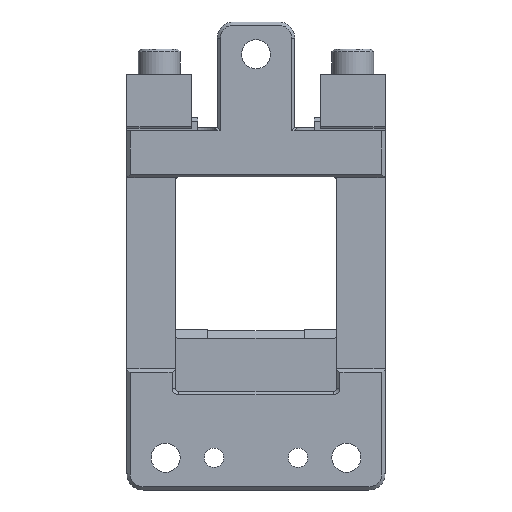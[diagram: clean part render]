
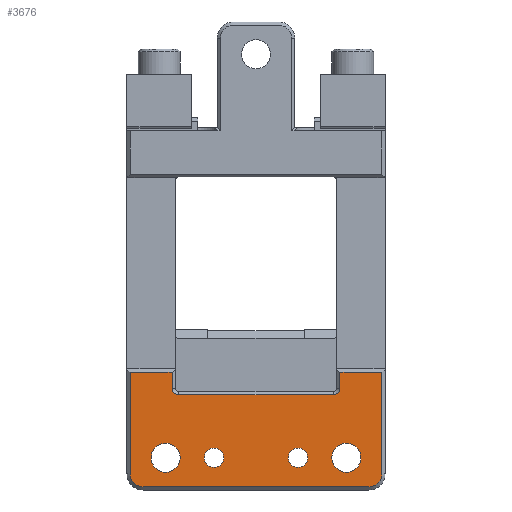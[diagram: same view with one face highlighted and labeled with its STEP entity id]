
A CAD part, front view. The second image highlights one B-rep face of the part: STEP entity #3676.
In plain terms, the highlighted planar face has unit normal (0, -1, 0).
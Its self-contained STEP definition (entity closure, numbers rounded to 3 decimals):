
#117=CIRCLE('',#3939,4.5);
#118=CIRCLE('',#3940,4.5);
#119=CIRCLE('',#3941,3.);
#120=CIRCLE('',#3942,3.);
#121=CIRCLE('',#3943,4.);
#122=CIRCLE('',#3944,4.);
#123=CIRCLE('',#3945,2.);
#124=CIRCLE('',#3946,2.);
#384=ORIENTED_EDGE('',*,*,#1460,.F.);
#385=ORIENTED_EDGE('',*,*,#1461,.F.);
#386=ORIENTED_EDGE('',*,*,#1462,.F.);
#387=ORIENTED_EDGE('',*,*,#1463,.F.);
#388=ORIENTED_EDGE('',*,*,#1464,.F.);
#389=ORIENTED_EDGE('',*,*,#1465,.T.);
#390=ORIENTED_EDGE('',*,*,#1466,.F.);
#391=ORIENTED_EDGE('',*,*,#1467,.T.);
#392=ORIENTED_EDGE('',*,*,#1468,.T.);
#393=ORIENTED_EDGE('',*,*,#1469,.T.);
#394=ORIENTED_EDGE('',*,*,#1470,.F.);
#395=ORIENTED_EDGE('',*,*,#1471,.F.);
#396=ORIENTED_EDGE('',*,*,#1472,.T.);
#397=ORIENTED_EDGE('',*,*,#1473,.F.);
#398=ORIENTED_EDGE('',*,*,#1474,.T.);
#399=ORIENTED_EDGE('',*,*,#1475,.T.);
#1460=EDGE_CURVE('',#1990,#1990,#117,.T.);
#1461=EDGE_CURVE('',#1991,#1991,#118,.T.);
#1462=EDGE_CURVE('',#1992,#1992,#119,.T.);
#1463=EDGE_CURVE('',#1993,#1993,#120,.T.);
#1464=EDGE_CURVE('',#1994,#1995,#2352,.T.);
#1465=EDGE_CURVE('',#1994,#1996,#121,.T.);
#1466=EDGE_CURVE('',#1997,#1996,#2353,.T.);
#1467=EDGE_CURVE('',#1997,#1998,#122,.T.);
#1468=EDGE_CURVE('',#1998,#1999,#2354,.T.);
#1469=EDGE_CURVE('',#1999,#2000,#2355,.T.);
#1470=EDGE_CURVE('',#2001,#2000,#2356,.T.);
#1471=EDGE_CURVE('',#2002,#2001,#123,.T.);
#1472=EDGE_CURVE('',#2002,#2003,#2357,.T.);
#1473=EDGE_CURVE('',#2004,#2003,#124,.T.);
#1474=EDGE_CURVE('',#2004,#2005,#2358,.T.);
#1475=EDGE_CURVE('',#2005,#1995,#2359,.T.);
#1990=VERTEX_POINT('',#5579);
#1991=VERTEX_POINT('',#5581);
#1992=VERTEX_POINT('',#5583);
#1993=VERTEX_POINT('',#5585);
#1994=VERTEX_POINT('',#5587);
#1995=VERTEX_POINT('',#5588);
#1996=VERTEX_POINT('',#5590);
#1997=VERTEX_POINT('',#5592);
#1998=VERTEX_POINT('',#5594);
#1999=VERTEX_POINT('',#5596);
#2000=VERTEX_POINT('',#5598);
#2001=VERTEX_POINT('',#5600);
#2002=VERTEX_POINT('',#5602);
#2003=VERTEX_POINT('',#5604);
#2004=VERTEX_POINT('',#5606);
#2005=VERTEX_POINT('',#5608);
#2352=LINE('',#5586,#2713);
#2353=LINE('',#5591,#2714);
#2354=LINE('',#5595,#2715);
#2355=LINE('',#5597,#2716);
#2356=LINE('',#5599,#2717);
#2357=LINE('',#5603,#2718);
#2358=LINE('',#5607,#2719);
#2359=LINE('',#5609,#2720);
#2713=VECTOR('',#4412,1000.);
#2714=VECTOR('',#4415,1000.);
#2715=VECTOR('',#4418,1000.);
#2716=VECTOR('',#4419,1000.);
#2717=VECTOR('',#4420,1000.);
#2718=VECTOR('',#4423,1000.);
#2719=VECTOR('',#4426,1000.);
#2720=VECTOR('',#4427,1000.);
#3039=EDGE_LOOP('',(#384));
#3040=EDGE_LOOP('',(#385));
#3041=EDGE_LOOP('',(#386));
#3042=EDGE_LOOP('',(#387));
#3043=EDGE_LOOP('',(#388,#389,#390,#391,#392,#393,#394,#395,#396,#397,#398,
#399));
#3294=FACE_BOUND('',#3039,.T.);
#3295=FACE_BOUND('',#3040,.T.);
#3296=FACE_BOUND('',#3041,.T.);
#3297=FACE_BOUND('',#3042,.T.);
#3298=FACE_BOUND('',#3043,.T.);
#3549=PLANE('',#3938);
#3676=ADVANCED_FACE('',(#3294,#3295,#3296,#3297,#3298),#3549,.F.);
#3938=AXIS2_PLACEMENT_3D('',#5577,#4402,#4403);
#3939=AXIS2_PLACEMENT_3D('',#5578,#4404,#4405);
#3940=AXIS2_PLACEMENT_3D('',#5580,#4406,#4407);
#3941=AXIS2_PLACEMENT_3D('',#5582,#4408,#4409);
#3942=AXIS2_PLACEMENT_3D('',#5584,#4410,#4411);
#3943=AXIS2_PLACEMENT_3D('',#5589,#4413,#4414);
#3944=AXIS2_PLACEMENT_3D('',#5593,#4416,#4417);
#3945=AXIS2_PLACEMENT_3D('',#5601,#4421,#4422);
#3946=AXIS2_PLACEMENT_3D('',#5605,#4424,#4425);
#4402=DIRECTION('',(0.,1.,0.));
#4403=DIRECTION('',(0.,0.,1.));
#4404=DIRECTION('',(0.,-1.,0.));
#4405=DIRECTION('',(0.,0.,-1.));
#4406=DIRECTION('',(0.,-1.,0.));
#4407=DIRECTION('',(0.,0.,-1.));
#4408=DIRECTION('',(0.,-1.,0.));
#4409=DIRECTION('',(0.,0.,-1.));
#4410=DIRECTION('',(0.,-1.,0.));
#4411=DIRECTION('',(0.,0.,-1.));
#4412=DIRECTION('',(0.,0.,1.));
#4413=DIRECTION('',(0.,-1.,0.));
#4414=DIRECTION('',(0.,0.,-1.));
#4415=DIRECTION('',(-1.,0.,0.));
#4416=DIRECTION('',(0.,-1.,0.));
#4417=DIRECTION('',(0.,0.,-1.));
#4418=DIRECTION('',(0.,0.,1.));
#4419=DIRECTION('',(-1.,0.,0.));
#4420=DIRECTION('',(0.,0.,1.));
#4421=DIRECTION('',(0.,-1.,0.));
#4422=DIRECTION('',(0.,0.,-1.));
#4423=DIRECTION('',(-1.,0.,0.));
#4424=DIRECTION('',(0.,-1.,0.));
#4425=DIRECTION('',(0.,0.,-1.));
#4426=DIRECTION('',(0.,0.,1.));
#4427=DIRECTION('',(-1.,0.,0.));
#5577=CARTESIAN_POINT('',(40.,0.,-29.7));
#5578=CARTESIAN_POINT('',(-28.,0.,-135.));
#5579=CARTESIAN_POINT('',(-28.,0.,-139.5));
#5580=CARTESIAN_POINT('',(28.,0.,-135.));
#5581=CARTESIAN_POINT('',(28.,0.,-139.5));
#5582=CARTESIAN_POINT('',(-13.,0.,-135.));
#5583=CARTESIAN_POINT('',(-13.,0.,-138.));
#5584=CARTESIAN_POINT('',(13.,0.,-135.));
#5585=CARTESIAN_POINT('',(13.,0.,-138.));
#5586=CARTESIAN_POINT('',(-39.,0.,-145.));
#5587=CARTESIAN_POINT('',(-39.,0.,-140.));
#5588=CARTESIAN_POINT('',(-39.,0.,-108.5));
#5589=CARTESIAN_POINT('',(-35.,0.,-140.));
#5590=CARTESIAN_POINT('',(-35.,0.,-144.));
#5591=CARTESIAN_POINT('',(40.,0.,-144.));
#5592=CARTESIAN_POINT('',(35.,0.,-144.));
#5593=CARTESIAN_POINT('',(35.,0.,-140.));
#5594=CARTESIAN_POINT('',(39.,0.,-140.));
#5595=CARTESIAN_POINT('',(39.,0.,-145.));
#5596=CARTESIAN_POINT('',(39.,0.,-108.5));
#5597=CARTESIAN_POINT('',(40.,0.,-108.5));
#5598=CARTESIAN_POINT('',(26.,0.,-108.5));
#5599=CARTESIAN_POINT('',(26.,0.,-113.5));
#5600=CARTESIAN_POINT('',(26.,0.,-113.5));
#5601=CARTESIAN_POINT('',(24.,0.,-113.5));
#5602=CARTESIAN_POINT('',(24.,0.,-115.5));
#5603=CARTESIAN_POINT('',(24.,0.,-115.5));
#5604=CARTESIAN_POINT('',(-24.,0.,-115.5));
#5605=CARTESIAN_POINT('',(-24.,0.,-113.5));
#5606=CARTESIAN_POINT('',(-26.,0.,-113.5));
#5607=CARTESIAN_POINT('',(-26.,0.,-113.5));
#5608=CARTESIAN_POINT('',(-26.,0.,-108.5));
#5609=CARTESIAN_POINT('',(40.,0.,-108.5));
